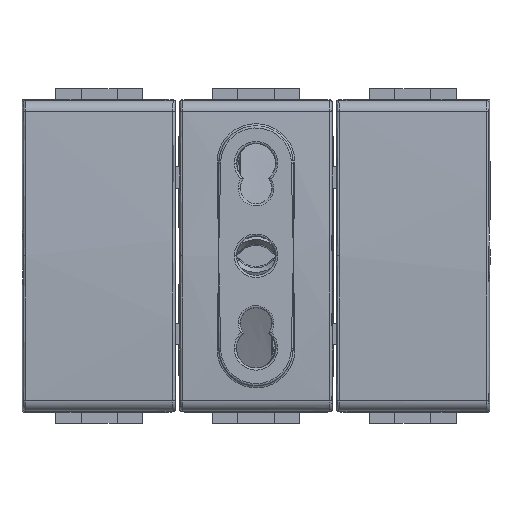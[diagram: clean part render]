
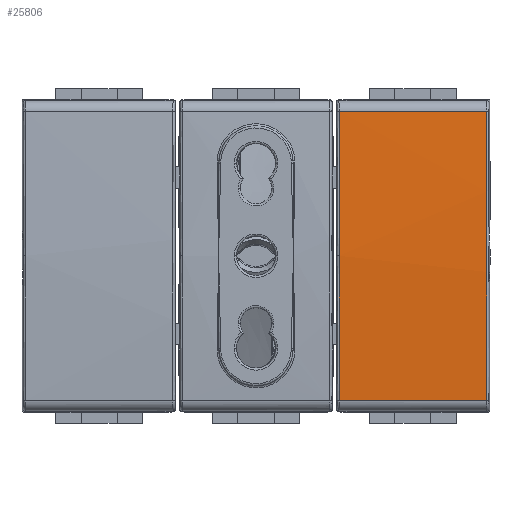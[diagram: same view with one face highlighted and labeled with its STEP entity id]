
A CAD part, top view. The second image highlights one B-rep face of the part: STEP entity #25806.
In plain terms, the highlighted cylindrical face has radius 296.661 mm (diameter 593.323 mm), a partial arc.
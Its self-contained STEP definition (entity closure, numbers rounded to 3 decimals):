
#1083 = CARTESIAN_POINT ( 'NONE',  ( -21.337, -6.772, 10. ) ) ;
#4564 = CARTESIAN_POINT ( 'NONE',  ( -0.625, 20.307, 9.304 ) ) ;
#5951 = EDGE_CURVE ( 'NONE', #6723, #20248, #18248, .T. ) ;
#6723 = VERTEX_POINT ( 'NONE', #68412 ) ;
#10190 = LINE ( 'NONE', #37464, #11539 ) ;
#11539 = VECTOR ( 'NONE', #79946, 1000. ) ;
#11542 = DIRECTION ( 'NONE',  ( -1., 0., 0. ) ) ;
#11983 = CARTESIAN_POINT ( 'NONE',  ( -109.431, 0., -286.661 ) ) ;
#12987 = VERTEX_POINT ( 'NONE', #32842 ) ;
#13030 = CARTESIAN_POINT ( 'NONE',  ( -0.641, -6.79, 10.232 ) ) ;
#15795 = AXIS2_PLACEMENT_3D ( 'NONE', #11983, #58952, #53980 ) ;
#18248 = LINE ( 'NONE', #45542, #61872 ) ;
#18251 = EDGE_CURVE ( 'NONE', #60239, #12987, #41473, .T. ) ;
#18699 = ORIENTED_EDGE ( 'NONE', *, *, #41372, .T. ) ;
#19128 = FACE_OUTER_BOUND ( 'NONE', #82475, .T. ) ;
#20248 = VERTEX_POINT ( 'NONE', #48881 ) ;
#24737 = CARTESIAN_POINT ( 'NONE',  ( -21.343, 20.307, 9.304 ) ) ;
#25075 = ORIENTED_EDGE ( 'NONE', *, *, #18251, .T. ) ;
#25806 = ADVANCED_FACE ( 'NONE', ( #19128 ), #53548, .T. ) ;
#26422 = B_SPLINE_CURVE_WITH_KNOTS ( 'NONE', 3,
 ( #38536, #13030, #45263, #4564 ),
 .UNSPECIFIED., .F., .F.,
 ( 4, 4 ),
 ( 0., 1. ),
 .UNSPECIFIED. ) ;
#32842 = CARTESIAN_POINT ( 'NONE',  ( -21.343, -20.307, 9.304 ) ) ;
#33655 = CARTESIAN_POINT ( 'NONE',  ( -21.337, 6.772, 10. ) ) ;
#37432 = CARTESIAN_POINT ( 'NONE',  ( -0.625, -20.307, 9.304 ) ) ;
#37464 = CARTESIAN_POINT ( 'NONE',  ( -109.431, -20.307, 9.304 ) ) ;
#38536 = CARTESIAN_POINT ( 'NONE',  ( -0.625, -20.307, 9.304 ) ) ;
#41357 = ORIENTED_EDGE ( 'NONE', *, *, #76005, .T. ) ;
#41372 = EDGE_CURVE ( 'NONE', #20248, #60239, #83470, .T. ) ;
#41473 = B_SPLINE_CURVE_WITH_KNOTS ( 'NONE', 3,
 ( #77096, #1083, #43097, #49356 ),
 .UNSPECIFIED., .F., .F.,
 ( 4, 4 ),
 ( 0., 1. ),
 .UNSPECIFIED. ) ;
#43097 = CARTESIAN_POINT ( 'NONE',  ( -21.339, -13.546, 9.768 ) ) ;
#44281 = EDGE_CURVE ( 'NONE', #83430, #6723, #26422, .T. ) ;
#45263 = CARTESIAN_POINT ( 'NONE',  ( -0.641, 6.79, 10.232 ) ) ;
#45542 = CARTESIAN_POINT ( 'NONE',  ( -109.431, 20.307, 9.304 ) ) ;
#48881 = CARTESIAN_POINT ( 'NONE',  ( -21.343, 20.307, 9.304 ) ) ;
#49356 = CARTESIAN_POINT ( 'NONE',  ( -21.343, -20.307, 9.304 ) ) ;
#52025 = CARTESIAN_POINT ( 'NONE',  ( -21.339, 13.546, 9.768 ) ) ;
#53548 = CYLINDRICAL_SURFACE ( 'NONE', #15795, 296.661 ) ;
#53980 = DIRECTION ( 'NONE',  ( 0., 1., 0. ) ) ;
#58952 = DIRECTION ( 'NONE',  ( 1., 0., 0. ) ) ;
#60239 = VERTEX_POINT ( 'NONE', #66951 ) ;
#61872 = VECTOR ( 'NONE', #11542, 1000. ) ;
#63028 = ORIENTED_EDGE ( 'NONE', *, *, #44281, .T. ) ;
#66951 = CARTESIAN_POINT ( 'NONE',  ( -21.337, 0., 10. ) ) ;
#68412 = CARTESIAN_POINT ( 'NONE',  ( -0.625, 20.307, 9.304 ) ) ;
#75210 = CARTESIAN_POINT ( 'NONE',  ( -21.337, 0., 10. ) ) ;
#76005 = EDGE_CURVE ( 'NONE', #12987, #83430, #10190, .T. ) ;
#77096 = CARTESIAN_POINT ( 'NONE',  ( -21.337, 0., 10. ) ) ;
#79946 = DIRECTION ( 'NONE',  ( 1., 0., 0. ) ) ;
#82475 = EDGE_LOOP ( 'NONE', ( #41357, #63028, #83397, #18699, #25075 ) ) ;
#83397 = ORIENTED_EDGE ( 'NONE', *, *, #5951, .T. ) ;
#83430 = VERTEX_POINT ( 'NONE', #37432 ) ;
#83470 = B_SPLINE_CURVE_WITH_KNOTS ( 'NONE', 3,
 ( #24737, #52025, #33655, #75210 ),
 .UNSPECIFIED., .F., .F.,
 ( 4, 4 ),
 ( 0., 1. ),
 .UNSPECIFIED. ) ;
